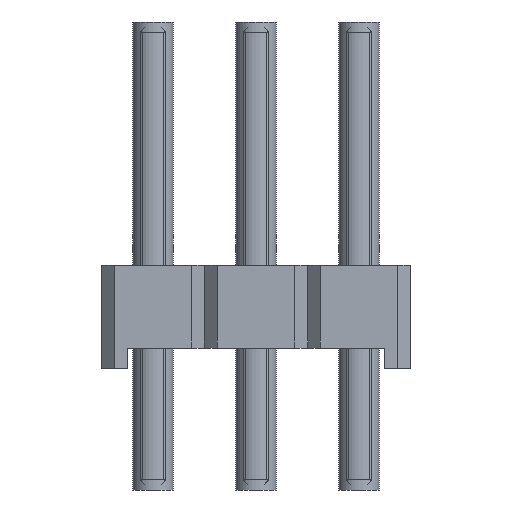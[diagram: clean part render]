
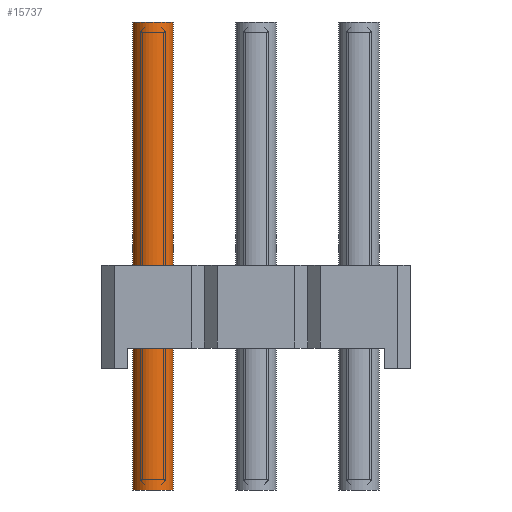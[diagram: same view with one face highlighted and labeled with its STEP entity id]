
A CAD part, left-side view. The second image highlights one B-rep face of the part: STEP entity #15737.
In plain terms, the highlighted cylindrical face has radius 0.5 mm (diameter 1 mm), a full revolution.
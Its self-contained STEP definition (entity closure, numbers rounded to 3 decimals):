
#323=CIRCLE('',#16578,0.5);
#324=CIRCLE('',#16579,0.5);
#936=CYLINDRICAL_SURFACE('',#16577,0.5);
#1349=ORIENTED_EDGE('',*,*,#6007,.F.);
#1350=ORIENTED_EDGE('',*,*,#6008,.T.);
#6007=EDGE_CURVE('',#8345,#8345,#323,.T.);
#6008=EDGE_CURVE('',#8346,#8346,#324,.T.);
#8345=VERTEX_POINT('',#22831);
#8346=VERTEX_POINT('',#22833);
#13373=EDGE_LOOP('',(#1349));
#13374=EDGE_LOOP('',(#1350));
#14313=FACE_BOUND('',#13373,.T.);
#14314=FACE_BOUND('',#13374,.T.);
#15737=ADVANCED_FACE('',(#14313,#14314),#936,.F.);
#16577=AXIS2_PLACEMENT_3D('',#22829,#18128,#18129);
#16578=AXIS2_PLACEMENT_3D('',#22830,#18130,#18131);
#16579=AXIS2_PLACEMENT_3D('',#22832,#18132,#18133);
#18128=DIRECTION('',(0.,0.,1.));
#18129=DIRECTION('',(1.,0.,0.));
#18130=DIRECTION('',(0.,0.,-1.));
#18131=DIRECTION('',(1.,0.,0.));
#18132=DIRECTION('',(0.,0.,-1.));
#18133=DIRECTION('',(1.,0.,0.));
#22829=CARTESIAN_POINT('',(0.,0.,0.));
#22830=CARTESIAN_POINT('',(0.,0.,11.54));
#22831=CARTESIAN_POINT('',(0.5,0.,11.54));
#22832=CARTESIAN_POINT('',(0.,0.,0.));
#22833=CARTESIAN_POINT('',(0.5,0.,0.));
